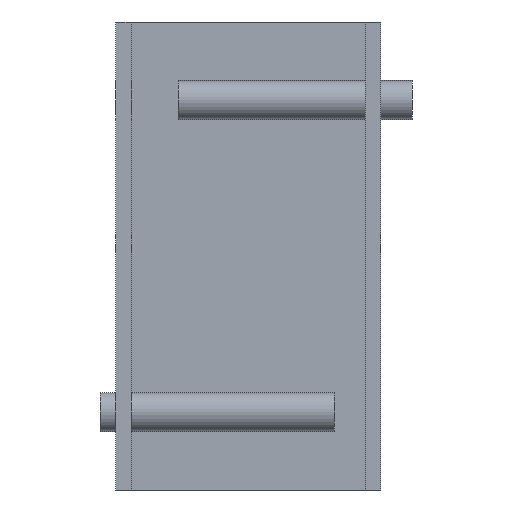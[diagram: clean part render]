
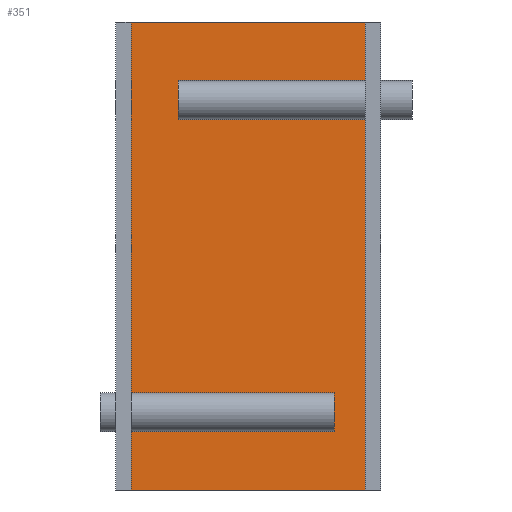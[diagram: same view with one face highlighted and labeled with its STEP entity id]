
A CAD part, front view. The second image highlights one B-rep face of the part: STEP entity #351.
In plain terms, the highlighted planar face has unit normal (0, -1, 0).
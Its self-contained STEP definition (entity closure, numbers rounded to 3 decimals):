
#51=PLANE('',#424);
#71=FACE_OUTER_BOUND('',#95,.T.);
#95=EDGE_LOOP('',(#303,#304,#305,#306));
#108=LINE('',#566,#138);
#111=LINE('',#576,#141);
#120=LINE('',#593,#150);
#121=LINE('',#599,#151);
#138=VECTOR('',#466,10.);
#141=VECTOR('',#475,17.);
#150=VECTOR('',#486,10.);
#151=VECTOR('',#493,17.);
#181=VERTEX_POINT('',#562);
#183=VERTEX_POINT('',#565);
#187=VERTEX_POINT('',#575);
#194=VERTEX_POINT('',#591);
#212=EDGE_CURVE('',#183,#181,#108,.T.);
#217=EDGE_CURVE('',#187,#181,#111,.T.);
#226=EDGE_CURVE('',#187,#194,#120,.T.);
#229=EDGE_CURVE('',#183,#194,#121,.T.);
#303=ORIENTED_EDGE('',*,*,#217,.F.);
#304=ORIENTED_EDGE('',*,*,#226,.T.);
#305=ORIENTED_EDGE('',*,*,#229,.F.);
#306=ORIENTED_EDGE('',*,*,#212,.T.);
#351=ADVANCED_FACE('',(#71),#51,.F.);
#424=AXIS2_PLACEMENT_3D('',#625,#519,#520);
#466=DIRECTION('',(0.,0.,1.));
#475=DIRECTION('',(1.,0.,0.));
#486=DIRECTION('',(0.,0.,-1.));
#493=DIRECTION('',(-1.,0.,0.));
#519=DIRECTION('center_axis',(0.,1.,0.));
#520=DIRECTION('ref_axis',(0.,0.,1.));
#562=CARTESIAN_POINT('',(14.,7.,0.));
#565=CARTESIAN_POINT('',(14.,7.,-60.));
#566=CARTESIAN_POINT('',(14.,7.,0.));
#575=CARTESIAN_POINT('',(-16.,7.,0.));
#576=CARTESIAN_POINT('',(-7.8,7.,0.));
#591=CARTESIAN_POINT('',(-16.,7.,-60.));
#593=CARTESIAN_POINT('',(-16.,7.,0.));
#599=CARTESIAN_POINT('',(-7.8,7.,-60.));
#625=CARTESIAN_POINT('Origin',(-14.6,7.,0.));
